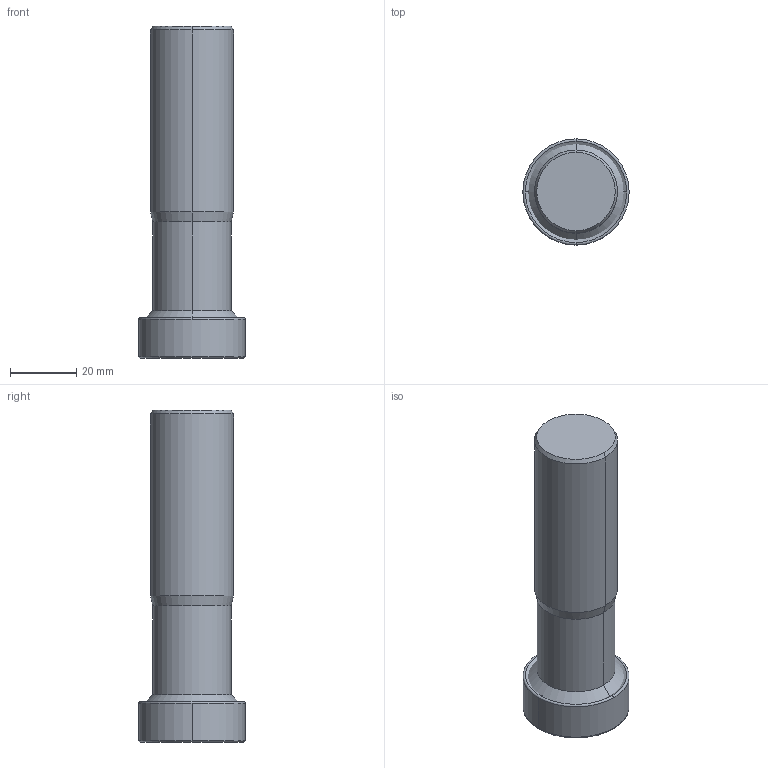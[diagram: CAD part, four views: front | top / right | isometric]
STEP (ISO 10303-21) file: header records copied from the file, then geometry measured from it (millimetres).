
FILE_DESCRIPTION(('no description'),'unknown implementation level');
FILE_NAME('solidjEGM_KbX4sCG4pl6e0_pBT_OCXI_1.STP',' ',('CIMSOURCE GmbH'),('CADClick - KiM GmbH - www.kimweb.de'),'unknown preprocess','ACIS','unknown authorization');
FILE_SCHEMA(('automotive_design'));
Length unit declared in the file: millimetre
Products named in the file (2): 1; 2
Bounding box: 32 x 32 x 100 mm (x, y, z)
Volume: 53752.4 mm3; surface area: 11729.2 mm2
Topology: 2 solids, 2 shells, 43 faces, 109 edges, 68 vertices
Faces by surface type: cylinder 16, cone 12, torus 8, plane 7
Entity records: 2822 total; most frequent: CARTESIAN_POINT 475, DIRECTION 247, STYLED_ITEM 222, PRESENTATION_STYLE_ASSIGNMENT 222, COLOUR_RGB 222, ORIENTED_EDGE 218, EDGE_CURVE 109, CURVE_STYLE 109
